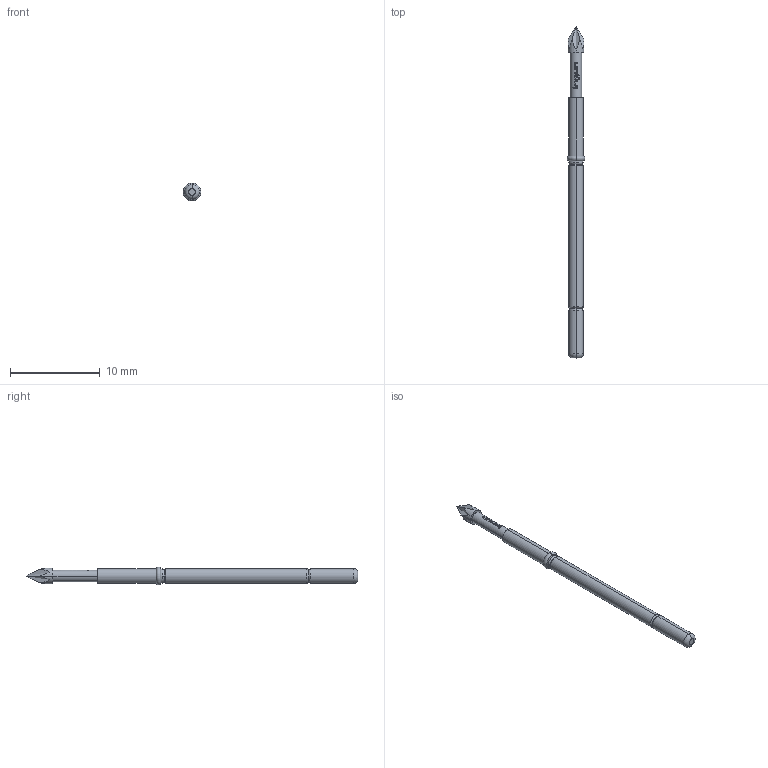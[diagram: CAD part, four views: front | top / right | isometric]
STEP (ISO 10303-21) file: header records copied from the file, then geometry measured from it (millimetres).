
FILE_DESCRIPTION (( 'STEP AP203' ), '1' );
FILE_NAME ('INGUN_GKS-912_217_175_N_xx07.STEP', '2021-09-29T13:21:34', ( 'ochi' ), ( '' ), 'SwSTEP 2.0', 'SolidWorks 2018', '' );
FILE_SCHEMA (( 'CONFIG_CONTROL_DESIGN' ));
Length unit declared in the file: millimetre
Products named in the file (1): INGUN_GKS-912_217_175_N_xx07
Bounding box: 2 x 37 x 2 mm (x, y, z)
Volume: 72 mm3; surface area: 189 mm2
Topology: 1 solids, 1 shells, 107 faces, 266 edges, 169 vertices
Faces by surface type: plane 45, bspline 32, cylinder 18, torus 12
Entity records: 4193 total; most frequent: CARTESIAN_POINT 2039, ORIENTED_EDGE 532, EDGE_CURVE 266, DIRECTION 264, B_SPLINE_CURVE_WITH_KNOTS 186, VERTEX_POINT 169, AXIS2_PLACEMENT_3D 120, EDGE_LOOP 115
